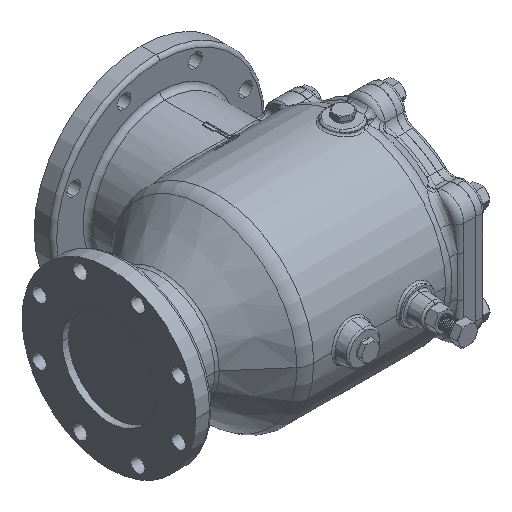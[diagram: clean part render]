
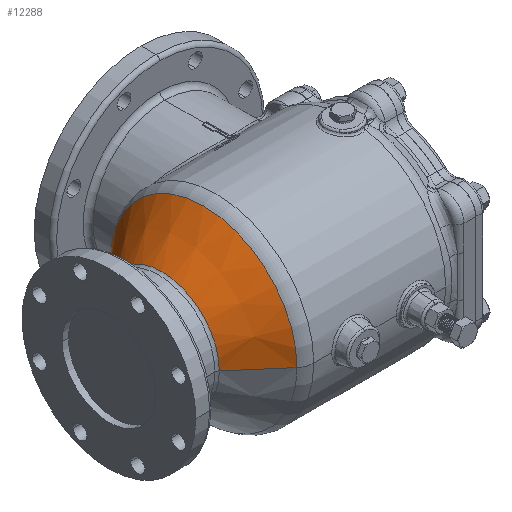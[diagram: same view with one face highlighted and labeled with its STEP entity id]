
A CAD part, isometric view. The second image highlights one B-rep face of the part: STEP entity #12288.
In plain terms, the highlighted conical face has half-angle 40.782 degrees and reference radius 91.938 mm.
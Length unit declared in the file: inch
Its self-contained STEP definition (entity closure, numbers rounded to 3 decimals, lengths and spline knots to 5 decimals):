
#285 = EDGE_LOOP ( 'NONE', ( #38459, #19885, #2743, #41176 ) ) ;
#838 = DIRECTION ( 'NONE',  ( -1., 0., 0. ) ) ;
#1739 = CARTESIAN_POINT ( 'NONE',  ( -8.55975, -3.61978, 0. ) ) ;
#2212 = CARTESIAN_POINT ( 'NONE',  ( -5.92278, 5.89418, 0. ) ) ;
#2743 = ORIENTED_EDGE ( 'NONE', *, *, #45418, .T. ) ;
#8401 = CIRCLE ( 'NONE', #37938, 5.89434 ) ;
#12091 = CARTESIAN_POINT ( 'NONE',  ( -8.55975, -3.61978, 0. ) ) ;
#12288 = ADVANCED_FACE ( 'NONE', ( #13732 ), #47079, .T. ) ;
#13732 = FACE_OUTER_BOUND ( 'NONE', #285, .T. ) ;
#14554 = LINE ( 'NONE', #12091, #37343 ) ;
#16084 = VERTEX_POINT ( 'NONE', #43386 ) ;
#16982 = DIRECTION ( 'NONE',  ( -1., 0., 0. ) ) ;
#19005 = DIRECTION ( 'NONE',  ( 0.757, 0.653, 0. ) ) ;
#19885 = ORIENTED_EDGE ( 'NONE', *, *, #30526, .T. ) ;
#24072 = CIRCLE ( 'NONE', #51846, 3.61962 ) ;
#25675 = CARTESIAN_POINT ( 'NONE',  ( -8.55975, -0.00016, 0. ) ) ;
#27801 = AXIS2_PLACEMENT_3D ( 'NONE', #25675, #39213, #34833 ) ;
#28122 = CARTESIAN_POINT ( 'NONE',  ( -8.55975, -0.00016, 0. ) ) ;
#30526 = EDGE_CURVE ( 'NONE', #44943, #16084, #14554, .T. ) ;
#31194 = CARTESIAN_POINT ( 'NONE',  ( -8.55975, 3.61946, 0. ) ) ;
#32683 = DIRECTION ( 'NONE',  ( 0., -1., 0. ) ) ;
#34752 = DIRECTION ( 'NONE',  ( 0.757, -0.653, 0. ) ) ;
#34833 = DIRECTION ( 'NONE',  ( 0., 1., 0. ) ) ;
#34971 = LINE ( 'NONE', #41483, #48401 ) ;
#35982 = EDGE_CURVE ( 'NONE', #54251, #46106, #34971, .T. ) ;
#37343 = VECTOR ( 'NONE', #34752, 39.37008 ) ;
#37938 = AXIS2_PLACEMENT_3D ( 'NONE', #44190, #16982, #48718 ) ;
#38459 = ORIENTED_EDGE ( 'NONE', *, *, #41935, .F. ) ;
#39213 = DIRECTION ( 'NONE',  ( 1., 0., 0. ) ) ;
#41176 = ORIENTED_EDGE ( 'NONE', *, *, #35982, .F. ) ;
#41483 = CARTESIAN_POINT ( 'NONE',  ( -8.55975, 3.61946, 0. ) ) ;
#41935 = EDGE_CURVE ( 'NONE', #44943, #54251, #24072, .T. ) ;
#43386 = CARTESIAN_POINT ( 'NONE',  ( -5.92278, -5.8945, 0. ) ) ;
#44190 = CARTESIAN_POINT ( 'NONE',  ( -5.92278, -0.00016, 0. ) ) ;
#44943 = VERTEX_POINT ( 'NONE', #1739 ) ;
#45418 = EDGE_CURVE ( 'NONE', #16084, #46106, #8401, .T. ) ;
#46106 = VERTEX_POINT ( 'NONE', #2212 ) ;
#47079 = CONICAL_SURFACE ( 'NONE', #27801, 3.61962, 0.712 ) ;
#48401 = VECTOR ( 'NONE', #19005, 39.37008 ) ;
#48718 = DIRECTION ( 'NONE',  ( 0., -1., 0. ) ) ;
#51846 = AXIS2_PLACEMENT_3D ( 'NONE', #28122, #838, #32683 ) ;
#54251 = VERTEX_POINT ( 'NONE', #31194 ) ;
